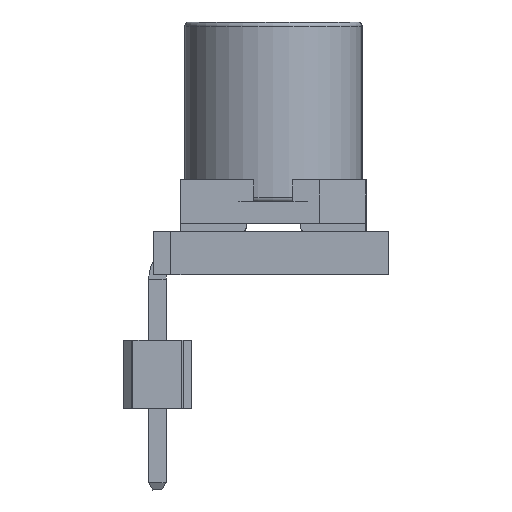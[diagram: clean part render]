
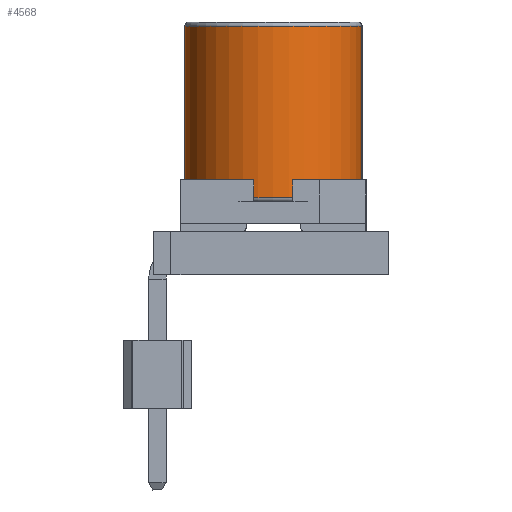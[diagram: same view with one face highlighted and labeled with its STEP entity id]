
A CAD part, left-side view. The second image highlights one B-rep face of the part: STEP entity #4568.
In plain terms, the highlighted cylindrical face has radius 3.25 mm (diameter 6.5 mm), a full revolution.
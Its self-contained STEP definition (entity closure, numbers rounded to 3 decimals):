
#4568 = ADVANCED_FACE('',(#4569),#4596,.T.);
#4569 = FACE_BOUND('',#4570,.T.);
#4570 = EDGE_LOOP('',(#4571,#4581,#4588,#4589));
#4571 = ORIENTED_EDGE('',*,*,#4572,.T.);
#4572 = EDGE_CURVE('',#4573,#4575,#4577,.T.);
#4573 = VERTEX_POINT('',#4574);
#4574 = CARTESIAN_POINT('',(3.25,0.,1.25));
#4575 = VERTEX_POINT('',#4576);
#4576 = CARTESIAN_POINT('',(3.25,0.,7.55));
#4577 = LINE('',#4578,#4579);
#4578 = CARTESIAN_POINT('',(3.25,0.,1.1));
#4579 = VECTOR('',#4580,1.);
#4580 = DIRECTION('',(0.,0.,1.));
#4581 = ORIENTED_EDGE('',*,*,#4582,.F.);
#4582 = EDGE_CURVE('',#4575,#4575,#4583,.T.);
#4583 = CIRCLE('',#4584,3.25);
#4584 = AXIS2_PLACEMENT_3D('',#4585,#4586,#4587);
#4585 = CARTESIAN_POINT('',(0.,0.,7.55));
#4586 = DIRECTION('',(0.,0.,1.));
#4587 = DIRECTION('',(1.,0.,0.));
#4588 = ORIENTED_EDGE('',*,*,#4572,.F.);
#4589 = ORIENTED_EDGE('',*,*,#4590,.T.);
#4590 = EDGE_CURVE('',#4573,#4573,#4591,.T.);
#4591 = CIRCLE('',#4592,3.25);
#4592 = AXIS2_PLACEMENT_3D('',#4593,#4594,#4595);
#4593 = CARTESIAN_POINT('',(0.,0.,1.25));
#4594 = DIRECTION('',(0.,0.,1.));
#4595 = DIRECTION('',(1.,0.,0.));
#4596 = CYLINDRICAL_SURFACE('',#4597,3.25);
#4597 = AXIS2_PLACEMENT_3D('',#4598,#4599,#4600);
#4598 = CARTESIAN_POINT('',(0.,0.,1.1));
#4599 = DIRECTION('',(0.,0.,1.));
#4600 = DIRECTION('',(1.,0.,0.));
